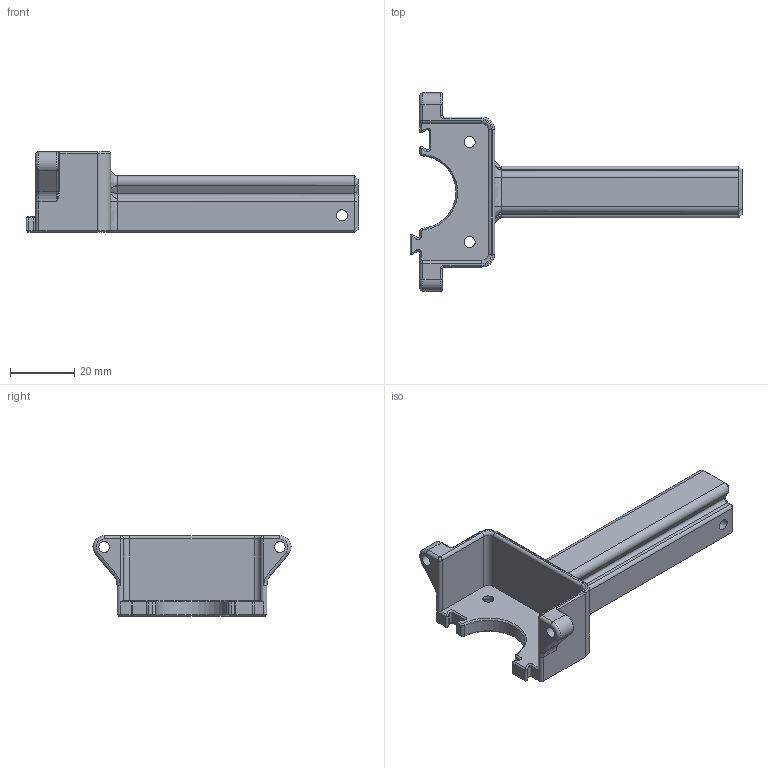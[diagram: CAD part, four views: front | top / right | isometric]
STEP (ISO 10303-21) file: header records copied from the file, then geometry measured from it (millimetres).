
FILE_DESCRIPTION(/* description */ ('STEP AP242','CAx-IF Rec.Pracs.---Representation and Presentation of Product Manufacturing Information (PMI)---4.0---2014-10-13','CAx-IF Rec.Pracs.---3D Tessellated Geometry---0.4---2014-09-14','2;1'),/* implementation_level */ '2;1');
FILE_NAME(/* name */ '65c0e3fa8a65ac4612baeb66',/* time_stamp */ '2024-02-05T13:34:51Z',/* author */ (''),/* organization */ (''),/* preprocessor_version */ 'ST-DEVELOPER v19.4',/* originating_system */ ' ',/* authorisation */ ' ');
FILE_SCHEMA (('AP242_MANAGED_MODEL_BASED_3D_ENGINEERING_MIM_LF { 1 0 10303 442 1 1 4 }'));
Length unit declared in the file: metre
Products named in the file (1): Turntable_Base2
Bounding box: 103 x 61.5 x 25 mm (x, y, z)
Volume: 27095.1 mm3; surface area: 11853.5 mm2
Topology: 1 solids, 1 shells, 214 faces, 514 edges, 288 vertices
Faces by surface type: plane 93, cylinder 52, cone 32, bspline 21, torus 14, sphere 2
Full cylindrical faces by diameter (mm): 3.4 x5, 6 x4
Entity records: 6403 total; most frequent: CARTESIAN_POINT 1686, ORIENTED_EDGE 974, DIRECTION 965, EDGE_CURVE 487, AXIS2_PLACEMENT_3D 346, VERTEX_POINT 284, LINE 273, VECTOR 273
